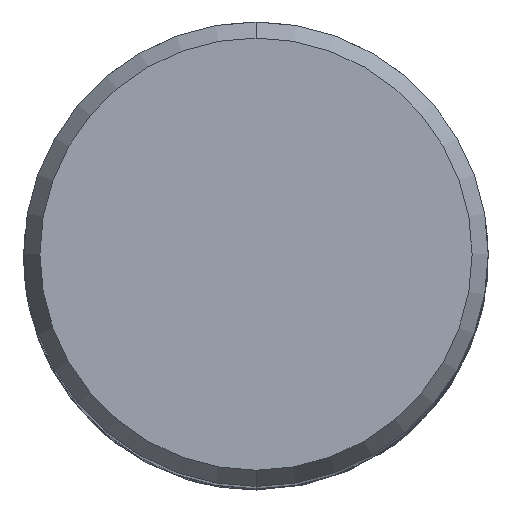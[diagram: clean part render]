
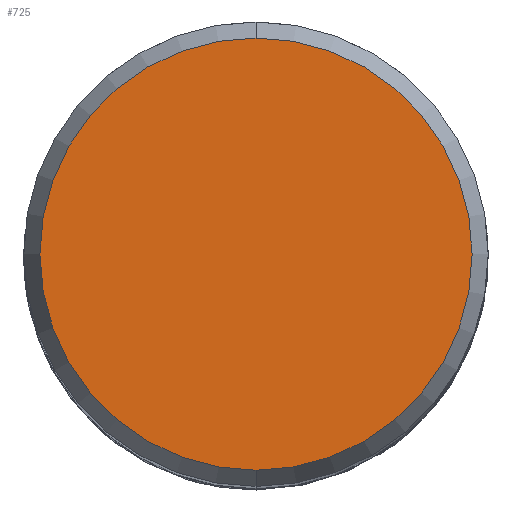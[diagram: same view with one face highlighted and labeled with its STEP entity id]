
A CAD part, top view. The second image highlights one B-rep face of the part: STEP entity #725.
In plain terms, the highlighted planar face has unit normal (0, 0, 1).
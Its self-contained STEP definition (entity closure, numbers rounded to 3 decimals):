
#505=EDGE_CURVE('',#1179,#1001,#1468,.T.);
#725=ADVANCED_FACE('',(#1710),#1711,.T.);
#849=EDGE_CURVE('',#1001,#1179,#1848,.T.);
#1001=VERTEX_POINT('',#2015);
#1179=VERTEX_POINT('',#2207);
#1468=CIRCLE('',#2510,9.307);
#1710=FACE_OUTER_BOUND('',#6401,.T.);
#1711=PLANE('',#6402);
#1848=CIRCLE('',#8146,9.307);
#2015=CARTESIAN_POINT('',(0.,-9.307,0.0));
#2207=CARTESIAN_POINT('',(0.0,9.307,0.0));
#2510=AXIS2_PLACEMENT_3D('',#15658,#15659,#15660);
#6401=EDGE_LOOP('',(#15900,#15901));
#6402=AXIS2_PLACEMENT_3D('',#15902,#15903,#15904);
#8146=AXIS2_PLACEMENT_3D('',#16030,#16031,#16032);
#15658=CARTESIAN_POINT('',(0.0,0.0,0.0));
#15659=DIRECTION('',(0.0,0.0,-1.0));
#15660=DIRECTION('',(0.0,1.0,0.0));
#15900=ORIENTED_EDGE('',*,*,#505,.F.);
#15901=ORIENTED_EDGE('',*,*,#849,.F.);
#15902=CARTESIAN_POINT('',(0.0,4.654,0.0));
#15903=DIRECTION('',(-0.0,0.0,1.0));
#15904=DIRECTION('',(0.0,-1.0,0.0));
#16030=CARTESIAN_POINT('',(0.0,0.0,0.0));
#16031=DIRECTION('',(0.0,0.0,-1.0));
#16032=DIRECTION('',(0.0,1.0,0.0));
